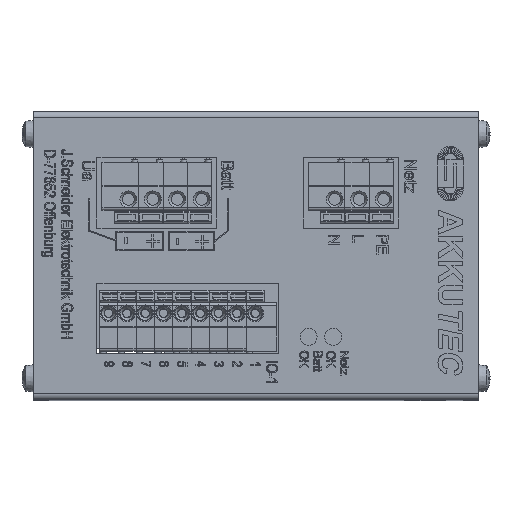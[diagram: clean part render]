
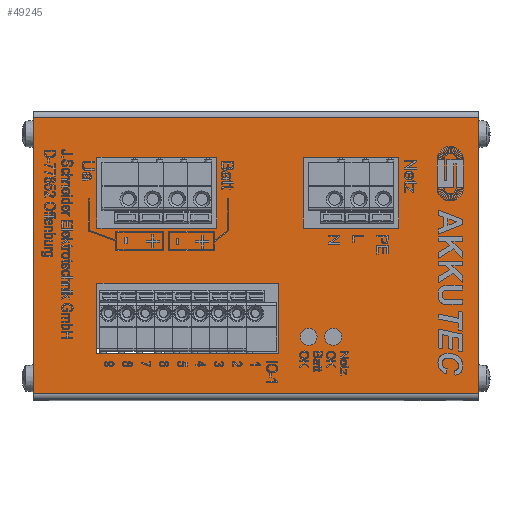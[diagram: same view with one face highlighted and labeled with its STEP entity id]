
A CAD part, top view. The second image highlights one B-rep face of the part: STEP entity #49245.
In plain terms, the highlighted face is planar.
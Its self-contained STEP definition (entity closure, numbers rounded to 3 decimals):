
#3165=FACE_BOUND('',#8722,.T.);
#3166=FACE_BOUND('',#8723,.T.);
#3167=FACE_BOUND('',#8724,.T.);
#3168=FACE_BOUND('',#8725,.T.);
#3169=FACE_BOUND('',#8726,.T.);
#3880=PLANE('',#52655);
#5850=FACE_OUTER_BOUND('',#8721,.T.);
#8721=EDGE_LOOP('',(#38282,#38283,#38284,#38285));
#8722=EDGE_LOOP('',(#38286));
#8723=EDGE_LOOP('',(#38287));
#8724=EDGE_LOOP('',(#38288,#38289,#38290,#38291));
#8725=EDGE_LOOP('',(#38292,#38293,#38294,#38295));
#8726=EDGE_LOOP('',(#38296,#38297,#38298,#38299));
#12534=LINE('',#70830,#17742);
#12537=LINE('',#70847,#17745);
#12540=LINE('',#70864,#17748);
#12544=LINE('',#70872,#17752);
#12547=LINE('',#70878,#17755);
#12550=LINE('',#70883,#17758);
#12552=LINE('',#70888,#17760);
#12556=LINE('',#70896,#17764);
#12559=LINE('',#70902,#17767);
#12562=LINE('',#70907,#17770);
#12564=LINE('',#70912,#17772);
#12568=LINE('',#70920,#17776);
#12571=LINE('',#70926,#17779);
#12574=LINE('',#70931,#17782);
#12576=LINE('',#70934,#17784);
#12577=LINE('',#70936,#17785);
#17742=VECTOR('',#58296,57.4);
#17745=VECTOR('',#58315,57.4);
#17748=VECTOR('',#58334,24.9);
#17752=VECTOR('',#58340,14.7);
#17755=VECTOR('',#58345,24.9);
#17758=VECTOR('',#58350,14.7);
#17760=VECTOR('',#58354,19.8);
#17764=VECTOR('',#58360,14.7);
#17767=VECTOR('',#58365,19.8);
#17770=VECTOR('',#58370,14.7);
#17772=VECTOR('',#58374,37.8);
#17776=VECTOR('',#58380,14.6);
#17779=VECTOR('',#58385,37.8);
#17782=VECTOR('',#58390,14.6);
#17784=VECTOR('',#58394,92.5);
#17785=VECTOR('',#58397,92.5);
#21531=CIRCLE('',#52638,1.75);
#21533=CIRCLE('',#52641,1.75);
#23405=VERTEX_POINT('',#70827);
#23406=VERTEX_POINT('',#70829);
#23411=VERTEX_POINT('',#70844);
#23412=VERTEX_POINT('',#70846);
#23414=VERTEX_POINT('',#70852);
#23416=VERTEX_POINT('',#70858);
#23417=VERTEX_POINT('',#70862);
#23418=VERTEX_POINT('',#70863);
#23421=VERTEX_POINT('',#70871);
#23423=VERTEX_POINT('',#70877);
#23425=VERTEX_POINT('',#70886);
#23426=VERTEX_POINT('',#70887);
#23429=VERTEX_POINT('',#70895);
#23431=VERTEX_POINT('',#70901);
#23433=VERTEX_POINT('',#70910);
#23434=VERTEX_POINT('',#70911);
#23437=VERTEX_POINT('',#70919);
#23439=VERTEX_POINT('',#70925);
#28888=EDGE_CURVE('',#23405,#23406,#12534,.T.);
#28897=EDGE_CURVE('',#23412,#23411,#12537,.T.);
#28901=EDGE_CURVE('',#23414,#23414,#21531,.T.);
#28904=EDGE_CURVE('',#23416,#23416,#21533,.T.);
#28905=EDGE_CURVE('',#23417,#23418,#12540,.T.);
#28909=EDGE_CURVE('',#23421,#23417,#12544,.T.);
#28912=EDGE_CURVE('',#23423,#23421,#12547,.T.);
#28915=EDGE_CURVE('',#23418,#23423,#12550,.T.);
#28917=EDGE_CURVE('',#23425,#23426,#12552,.T.);
#28921=EDGE_CURVE('',#23429,#23425,#12556,.T.);
#28924=EDGE_CURVE('',#23431,#23429,#12559,.T.);
#28927=EDGE_CURVE('',#23426,#23431,#12562,.T.);
#28929=EDGE_CURVE('',#23433,#23434,#12564,.T.);
#28933=EDGE_CURVE('',#23437,#23433,#12568,.T.);
#28936=EDGE_CURVE('',#23439,#23437,#12571,.T.);
#28939=EDGE_CURVE('',#23434,#23439,#12574,.T.);
#28941=EDGE_CURVE('',#23411,#23406,#12576,.T.);
#28942=EDGE_CURVE('',#23412,#23405,#12577,.T.);
#38282=ORIENTED_EDGE('',*,*,#28897,.T.);
#38283=ORIENTED_EDGE('',*,*,#28941,.T.);
#38284=ORIENTED_EDGE('',*,*,#28888,.F.);
#38285=ORIENTED_EDGE('',*,*,#28942,.F.);
#38286=ORIENTED_EDGE('',*,*,#28901,.T.);
#38287=ORIENTED_EDGE('',*,*,#28904,.T.);
#38288=ORIENTED_EDGE('',*,*,#28905,.T.);
#38289=ORIENTED_EDGE('',*,*,#28915,.T.);
#38290=ORIENTED_EDGE('',*,*,#28912,.T.);
#38291=ORIENTED_EDGE('',*,*,#28909,.T.);
#38292=ORIENTED_EDGE('',*,*,#28917,.T.);
#38293=ORIENTED_EDGE('',*,*,#28927,.T.);
#38294=ORIENTED_EDGE('',*,*,#28924,.T.);
#38295=ORIENTED_EDGE('',*,*,#28921,.T.);
#38296=ORIENTED_EDGE('',*,*,#28929,.T.);
#38297=ORIENTED_EDGE('',*,*,#28939,.T.);
#38298=ORIENTED_EDGE('',*,*,#28936,.T.);
#38299=ORIENTED_EDGE('',*,*,#28933,.T.);
#49245=ADVANCED_FACE('',(#5850,#3165,#3166,#3167,#3168,#3169),#3880,.T.);
#52638=AXIS2_PLACEMENT_3D('',#70854,#58323,#58324);
#52641=AXIS2_PLACEMENT_3D('',#70860,#58330,#58331);
#52655=AXIS2_PLACEMENT_3D('',#70935,#58395,#58396);
#58296=DIRECTION('',(0.,0.,1.));
#58315=DIRECTION('',(0.,0.,1.));
#58323=DIRECTION('center_axis',(1.,0.,0.));
#58324=DIRECTION('ref_axis',(0.,0.,1.));
#58330=DIRECTION('center_axis',(1.,0.,0.));
#58331=DIRECTION('ref_axis',(0.,0.,1.));
#58334=DIRECTION('',(0.,-1.,0.));
#58340=DIRECTION('',(0.,0.,1.));
#58345=DIRECTION('',(0.,1.,0.));
#58350=DIRECTION('',(0.,0.,-1.));
#58354=DIRECTION('',(0.,1.,0.));
#58360=DIRECTION('',(0.,0.,-1.));
#58365=DIRECTION('',(0.,-1.,0.));
#58370=DIRECTION('',(0.,0.,1.));
#58374=DIRECTION('',(0.,1.,0.));
#58380=DIRECTION('',(0.,0.,-1.));
#58385=DIRECTION('',(0.,-1.,0.));
#58390=DIRECTION('',(0.,0.,1.));
#58394=DIRECTION('',(0.,1.,0.));
#58395=DIRECTION('center_axis',(-1.,0.,0.));
#58396=DIRECTION('ref_axis',(0.,0.,1.));
#58397=DIRECTION('',(0.,1.,0.));
#70827=CARTESIAN_POINT('',(-112.4,92.5,-57.9));
#70829=CARTESIAN_POINT('',(-112.4,92.5,-0.5));
#70830=CARTESIAN_POINT('',(-112.4,92.5,-57.9));
#70844=CARTESIAN_POINT('',(-112.4,0.,-0.5));
#70846=CARTESIAN_POINT('',(-112.4,0.,-57.9));
#70847=CARTESIAN_POINT('',(-112.4,0.,-57.9));
#70852=CARTESIAN_POINT('',(-112.4,30.2,-47.85));
#70854=CARTESIAN_POINT('Origin',(-112.4,30.2,-46.1));
#70858=CARTESIAN_POINT('',(-112.4,35.3,-47.85));
#70860=CARTESIAN_POINT('Origin',(-112.4,35.3,-46.1));
#70862=CARTESIAN_POINT('',(-112.4,79.3,-8.8));
#70863=CARTESIAN_POINT('',(-112.4,54.4,-8.8));
#70864=CARTESIAN_POINT('',(-112.4,39.65,-8.8));
#70871=CARTESIAN_POINT('',(-112.4,79.3,-23.5));
#70872=CARTESIAN_POINT('',(-112.4,79.3,-40.7));
#70877=CARTESIAN_POINT('',(-112.4,54.4,-23.5));
#70878=CARTESIAN_POINT('',(-112.4,27.2,-23.5));
#70883=CARTESIAN_POINT('',(-112.4,54.4,-33.35));
#70886=CARTESIAN_POINT('',(-112.4,16.6,-23.5));
#70887=CARTESIAN_POINT('',(-112.4,36.4,-23.5));
#70888=CARTESIAN_POINT('',(-112.4,8.3,-23.5));
#70895=CARTESIAN_POINT('',(-112.4,16.6,-8.8));
#70896=CARTESIAN_POINT('',(-112.4,16.6,-33.35));
#70901=CARTESIAN_POINT('',(-112.4,36.4,-8.8));
#70902=CARTESIAN_POINT('',(-112.4,18.2,-8.8));
#70907=CARTESIAN_POINT('',(-112.4,36.4,-40.7));
#70910=CARTESIAN_POINT('',(-112.4,41.5,-49.6));
#70911=CARTESIAN_POINT('',(-112.4,79.3,-49.6));
#70912=CARTESIAN_POINT('',(-112.4,20.75,-49.6));
#70919=CARTESIAN_POINT('',(-112.4,41.5,-35.));
#70920=CARTESIAN_POINT('',(-112.4,41.5,-46.45));
#70925=CARTESIAN_POINT('',(-112.4,79.3,-35.));
#70926=CARTESIAN_POINT('',(-112.4,39.65,-35.));
#70931=CARTESIAN_POINT('',(-112.4,79.3,-53.75));
#70934=CARTESIAN_POINT('',(-112.4,0.,-0.5));
#70935=CARTESIAN_POINT('Origin',(-112.4,0.,-57.9));
#70936=CARTESIAN_POINT('',(-112.4,0.,-57.9));
